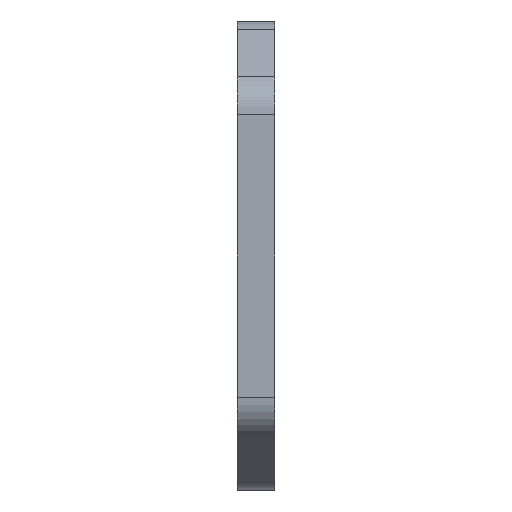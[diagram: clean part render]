
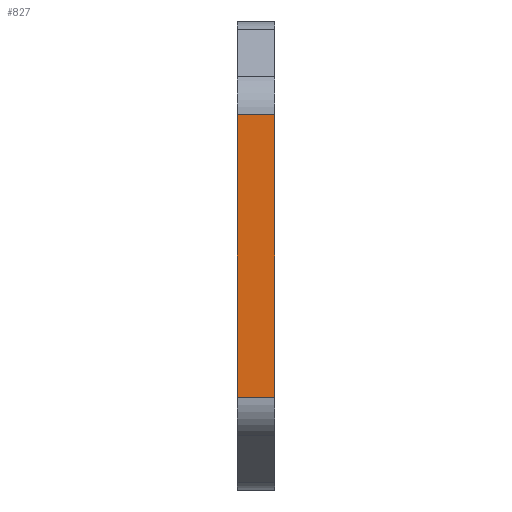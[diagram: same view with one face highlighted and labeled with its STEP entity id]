
A CAD part, left-side view. The second image highlights one B-rep face of the part: STEP entity #827.
In plain terms, the highlighted planar face has unit normal (-1, 0, 0).
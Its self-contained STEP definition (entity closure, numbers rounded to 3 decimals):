
#39=PLANE('',#923);
#73=FACE_OUTER_BOUND('',#125,.T.);
#125=EDGE_LOOP('',(#717,#718,#719,#720));
#193=LINE('',#1336,#273);
#200=LINE('',#1372,#280);
#205=LINE('',#1397,#285);
#206=LINE('',#1398,#286);
#273=VECTOR('',#1071,10.);
#280=VECTOR('',#1108,10.);
#285=VECTOR('',#1139,10.);
#286=VECTOR('',#1140,10.);
#398=VERTEX_POINT('',#1333);
#399=VERTEX_POINT('',#1335);
#412=VERTEX_POINT('',#1369);
#413=VERTEX_POINT('',#1371);
#492=EDGE_CURVE('',#399,#398,#193,.T.);
#512=EDGE_CURVE('',#413,#412,#200,.T.);
#525=EDGE_CURVE('',#399,#412,#205,.T.);
#526=EDGE_CURVE('',#413,#398,#206,.T.);
#717=ORIENTED_EDGE('',*,*,#512,.T.);
#718=ORIENTED_EDGE('',*,*,#525,.F.);
#719=ORIENTED_EDGE('',*,*,#492,.T.);
#720=ORIENTED_EDGE('',*,*,#526,.F.);
#827=ADVANCED_FACE('',(#73),#39,.T.);
#923=AXIS2_PLACEMENT_3D('',#1396,#1137,#1138);
#1071=DIRECTION('',(0.,0.,1.));
#1108=DIRECTION('',(0.,0.,-1.));
#1137=DIRECTION('center_axis',(-1.,0.,0.));
#1138=DIRECTION('ref_axis',(0.,0.,1.));
#1139=DIRECTION('',(0.,1.,0.));
#1140=DIRECTION('',(0.,-1.,0.));
#1333=CARTESIAN_POINT('',(-36.5,0.,18.724));
#1335=CARTESIAN_POINT('',(-36.5,0.,-18.724));
#1336=CARTESIAN_POINT('',(-36.5,0.,-31.));
#1369=CARTESIAN_POINT('',(-36.5,5.,-18.724));
#1371=CARTESIAN_POINT('',(-36.5,5.,18.724));
#1372=CARTESIAN_POINT('',(-36.5,5.,-15.5));
#1396=CARTESIAN_POINT('Origin',(-36.5,0.,-31.));
#1397=CARTESIAN_POINT('',(-36.5,5.,-18.724));
#1398=CARTESIAN_POINT('',(-36.5,5.,18.724));
